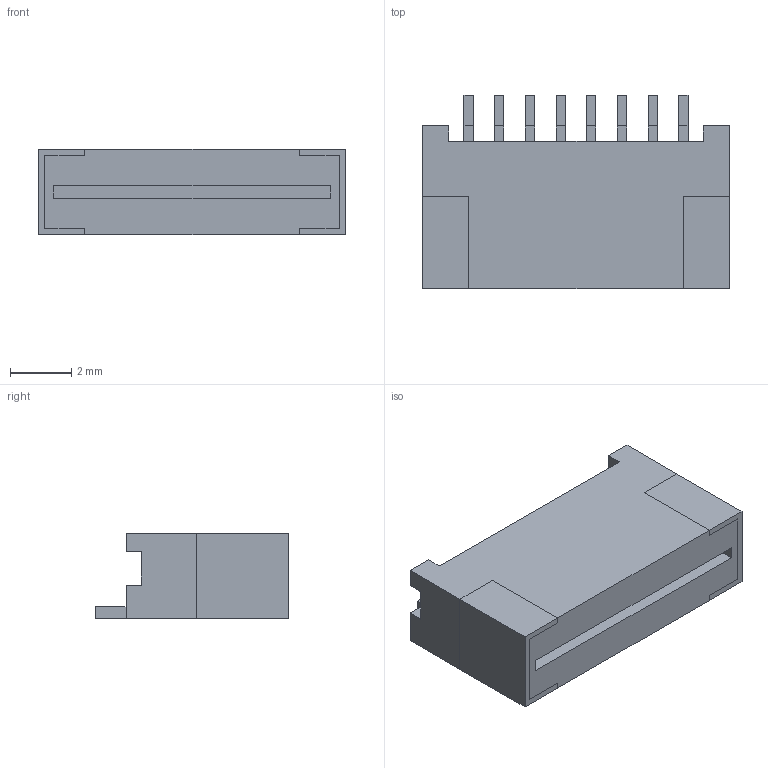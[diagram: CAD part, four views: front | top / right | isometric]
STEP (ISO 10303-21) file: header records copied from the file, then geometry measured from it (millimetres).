
FILE_DESCRIPTION((''),'2;1');
FILE_NAME('JST_08FMS-1.0SP-TF(LF)(SN).stp','2013-04-17T13:18:53',(''),(''),'Mechanical Desktop 2011','Mechanical Desktop 2011',', , ');
FILE_SCHEMA(('AUTOMOTIVE_DESIGN { 1 2 10303 214 1 1 1 1 }'));
Length unit declared in the file: millimetre
Products named in the file (1): Product
Bounding box: 10 x 6.3 x 2.8 mm (x, y, z)
Volume: 127.3 mm3; surface area: 338.5 mm2
Topology: 11 solids, 11 shells, 135 faces, 336 edges, 224 vertices
Faces by surface type: plane 119, bspline 16
Entity records: 3972 total; most frequent: CARTESIAN_POINT 744, ORIENTED_EDGE 672, DIRECTION 576, VECTOR 336, LINE 336, EDGE_CURVE 336, VERTEX_POINT 224, EDGE_LOOP 136
